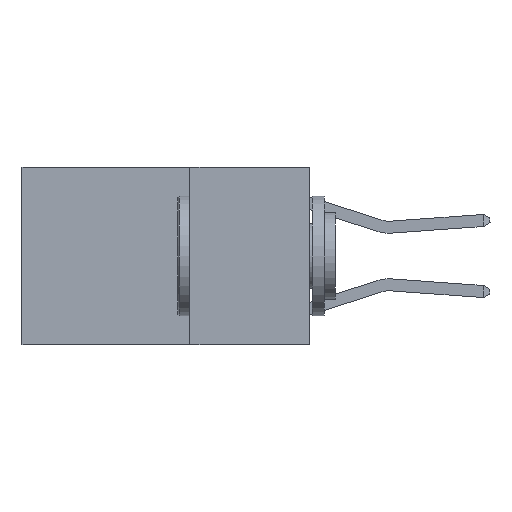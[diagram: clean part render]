
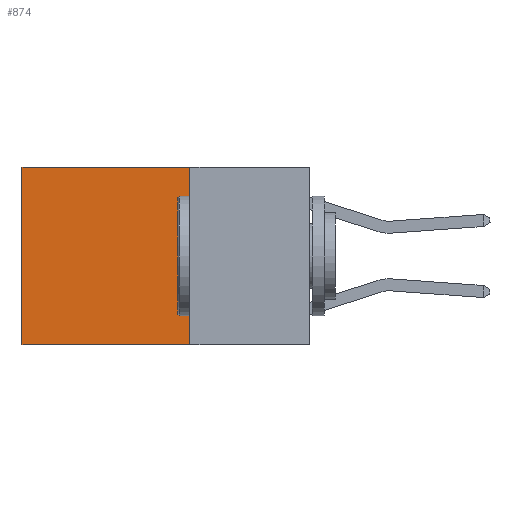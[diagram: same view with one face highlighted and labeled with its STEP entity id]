
A CAD part, left-side view. The second image highlights one B-rep face of the part: STEP entity #874.
In plain terms, the highlighted planar face has unit normal (-1, 0, 0).
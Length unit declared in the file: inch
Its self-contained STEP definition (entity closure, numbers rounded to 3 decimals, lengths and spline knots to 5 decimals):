
#90 = PLANE ( 'NONE',  #6879 ) ;
#117 = LINE ( 'NONE', #13084, #11084 ) ;
#384 = CARTESIAN_POINT ( 'NONE',  ( 0.2625, 0.25, 0. ) ) ;
#452 = LINE ( 'NONE', #384, #7672 ) ;
#635 = LINE ( 'NONE', #13904, #8323 ) ;
#874 = ADVANCED_FACE ( 'NONE', ( #7656 ), #90, .F. ) ;
#1682 = EDGE_LOOP ( 'NONE', ( #2371, #13361, #7339, #3744 ) ) ;
#2226 = DIRECTION ( 'NONE',  ( 1., 0., 0. ) ) ;
#2371 = ORIENTED_EDGE ( 'NONE', *, *, #12025, .T. ) ;
#2728 = DIRECTION ( 'NONE',  ( 0., 0., -1. ) ) ;
#3016 = CARTESIAN_POINT ( 'NONE',  ( 0.2625, 0.25, 0. ) ) ;
#3101 = VERTEX_POINT ( 'NONE', #7221 ) ;
#3744 = ORIENTED_EDGE ( 'NONE', *, *, #7677, .T. ) ;
#5008 = VERTEX_POINT ( 'NONE', #12726 ) ;
#6879 = AXIS2_PLACEMENT_3D ( 'NONE', #11068, #2226, #9857 ) ;
#7086 = EDGE_CURVE ( 'NONE', #5008, #7829, #635, .T. ) ;
#7221 = CARTESIAN_POINT ( 'NONE',  ( 0.2625, 0.6, 0. ) ) ;
#7339 = ORIENTED_EDGE ( 'NONE', *, *, #7820, .F. ) ;
#7349 = DIRECTION ( 'NONE',  ( 0., 1., 0. ) ) ;
#7656 = FACE_OUTER_BOUND ( 'NONE', #1682, .T. ) ;
#7672 = VECTOR ( 'NONE', #8093, 39.37008 ) ;
#7677 = EDGE_CURVE ( 'NONE', #13570, #3101, #117, .T. ) ;
#7820 = EDGE_CURVE ( 'NONE', #13570, #5008, #452, .T. ) ;
#7829 = VERTEX_POINT ( 'NONE', #11495 ) ;
#7967 = VECTOR ( 'NONE', #2728, 39.37008 ) ;
#8093 = DIRECTION ( 'NONE',  ( 0., 0., -1. ) ) ;
#8160 = LINE ( 'NONE', #10238, #7967 ) ;
#8323 = VECTOR ( 'NONE', #7349, 39.37008 ) ;
#9857 = DIRECTION ( 'NONE',  ( 0., 0., -1. ) ) ;
#10238 = CARTESIAN_POINT ( 'NONE',  ( 0.2625, 0.6, 0. ) ) ;
#11068 = CARTESIAN_POINT ( 'NONE',  ( 0.2625, 0.25, 0. ) ) ;
#11084 = VECTOR ( 'NONE', #13221, 39.37008 ) ;
#11495 = CARTESIAN_POINT ( 'NONE',  ( 0.2625, 0.6, -0.37 ) ) ;
#12025 = EDGE_CURVE ( 'NONE', #3101, #7829, #8160, .T. ) ;
#12726 = CARTESIAN_POINT ( 'NONE',  ( 0.2625, 0.25, -0.37 ) ) ;
#13084 = CARTESIAN_POINT ( 'NONE',  ( 0.2625, 0.25, 0. ) ) ;
#13221 = DIRECTION ( 'NONE',  ( 0., 1., 0. ) ) ;
#13361 = ORIENTED_EDGE ( 'NONE', *, *, #7086, .F. ) ;
#13570 = VERTEX_POINT ( 'NONE', #3016 ) ;
#13904 = CARTESIAN_POINT ( 'NONE',  ( 0.2625, 0.25, -0.37 ) ) ;
